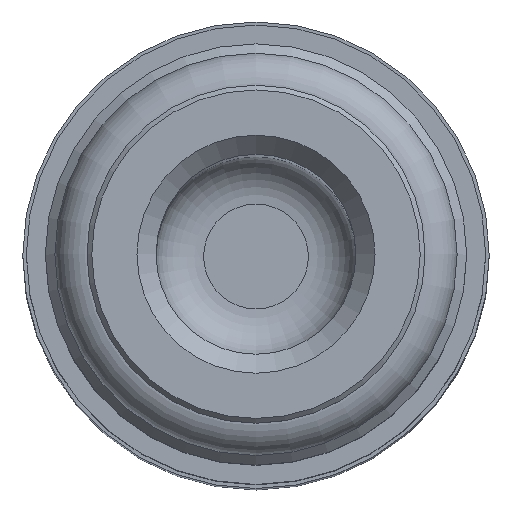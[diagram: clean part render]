
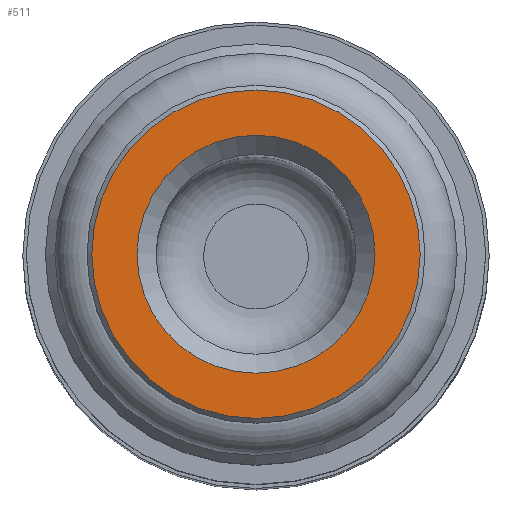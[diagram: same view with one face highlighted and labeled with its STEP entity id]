
A CAD part, top view. The second image highlights one B-rep face of the part: STEP entity #511.
In plain terms, the highlighted planar face has unit normal (0, 0, 1).
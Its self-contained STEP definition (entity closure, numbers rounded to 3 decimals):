
#30=PLANE('',#566);
#80=ORIENTED_EDGE('',*,*,#114,.F.);
#81=ORIENTED_EDGE('',*,*,#113,.T.);
#113=EDGE_CURVE('',#140,#140,#167,.T.);
#114=EDGE_CURVE('',#141,#141,#168,.T.);
#140=VERTEX_POINT('',#755);
#141=VERTEX_POINT('',#758);
#167=CIRCLE('',#565,2.5);
#168=CIRCLE('',#567,3.45);
#215=EDGE_LOOP('',(#80));
#216=EDGE_LOOP('',(#81));
#269=FACE_BOUND('',#215,.T.);
#270=FACE_BOUND('',#216,.T.);
#511=ADVANCED_FACE('',(#269,#270),#30,.F.);
#565=AXIS2_PLACEMENT_3D('',#754,#665,#666);
#566=AXIS2_PLACEMENT_3D('',#756,#667,#668);
#567=AXIS2_PLACEMENT_3D('',#757,#669,#670);
#665=DIRECTION('',(0.,0.,-1.));
#666=DIRECTION('',(-1.,0.,0.));
#667=DIRECTION('',(0.,0.,-1.));
#668=DIRECTION('',(-1.,0.,0.));
#669=DIRECTION('',(0.,0.,-1.));
#670=DIRECTION('',(-1.,0.,0.));
#754=CARTESIAN_POINT('',(0.,0.,0.));
#755=CARTESIAN_POINT('',(-2.5,0.,0.));
#756=CARTESIAN_POINT('',(0.,2.5,0.));
#757=CARTESIAN_POINT('',(0.,0.,0.));
#758=CARTESIAN_POINT('',(-3.45,0.,0.));
